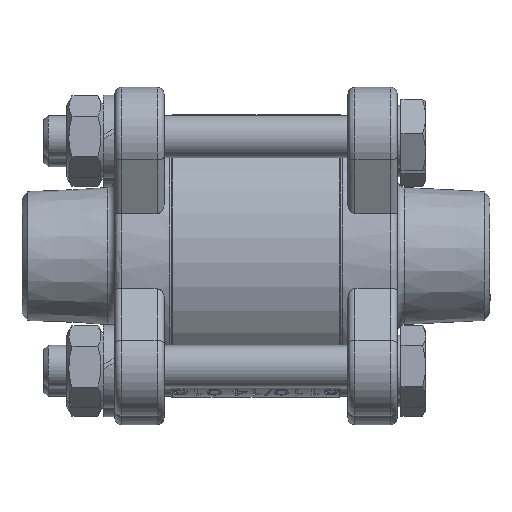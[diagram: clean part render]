
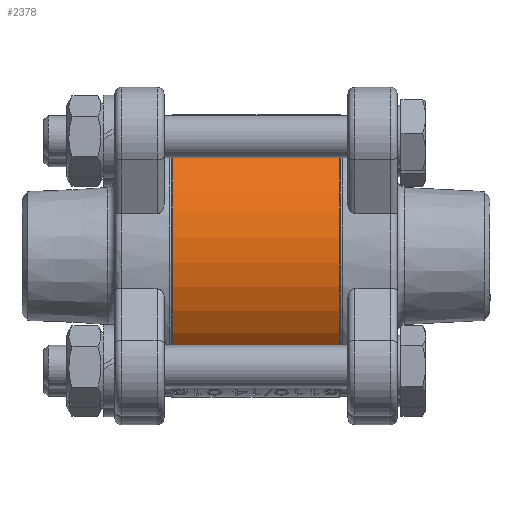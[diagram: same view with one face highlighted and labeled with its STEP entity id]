
A CAD part, top view. The second image highlights one B-rep face of the part: STEP entity #2378.
In plain terms, the highlighted cylindrical face has radius 20 mm (diameter 40 mm), a partial arc.
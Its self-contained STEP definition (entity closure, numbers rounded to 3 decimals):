
#1836=CARTESIAN_POINT('',(-40.893,-42.567,5.668));
#1837=VERTEX_POINT('',#1836);
#1838=CARTESIAN_POINT('',(-64.493,-42.567,5.668));
#1839=VERTEX_POINT('',#1838);
#1840=CARTESIAN_POINT('',(-40.893,-42.567,5.668));
#1841=DIRECTION('',(-1.0,0.0,0.0));
#1842=VECTOR('',#1841,23.6);
#1843=LINE('',#1840,#1842);
#1844=EDGE_CURVE('',#1837,#1839,#1843,.T.);
#2346=CARTESIAN_POINT('',(-40.693,-28.946,-8.976));
#2347=DIRECTION('',(-1.0,0.,0.));
#2348=DIRECTION('',(0.,0.988,-0.157));
#2349=AXIS2_PLACEMENT_3D('',#2346,#2347,#2348);
#2350=CYLINDRICAL_SURFACE('',#2349,20.0);
#2351=ORIENTED_EDGE('',*,*,#1844,.F.);
#2352=CARTESIAN_POINT('',(-40.893,-14.301,4.645));
#2353=VERTEX_POINT('',#2352);
#2354=CARTESIAN_POINT('',(-40.893,-28.946,-8.976));
#2355=DIRECTION('',(1.0,0.,0.));
#2356=DIRECTION('',(0.,0.988,-0.157));
#2357=AXIS2_PLACEMENT_3D('',#2354,#2355,#2356);
#2358=CIRCLE('',#2357,20.0);
#2359=EDGE_CURVE('',#2353,#1837,#2358,.T.);
#2360=ORIENTED_EDGE('',*,*,#2359,.F.);
#2361=CARTESIAN_POINT('',(-64.493,-14.301,4.645));
#2362=VERTEX_POINT('',#2361);
#2363=CARTESIAN_POINT('',(-40.893,-14.301,4.645));
#2364=DIRECTION('',(-1.0,0.0,0.0));
#2365=VECTOR('',#2364,23.6);
#2366=LINE('',#2363,#2365);
#2367=EDGE_CURVE('',#2353,#2362,#2366,.T.);
#2368=ORIENTED_EDGE('',*,*,#2367,.T.);
#2369=CARTESIAN_POINT('',(-64.493,-28.946,-8.976));
#2370=DIRECTION('',(-1.0,0.,0.));
#2371=DIRECTION('',(0.,0.988,-0.157));
#2372=AXIS2_PLACEMENT_3D('',#2369,#2370,#2371);
#2373=CIRCLE('',#2372,20.0);
#2374=EDGE_CURVE('',#1839,#2362,#2373,.T.);
#2375=ORIENTED_EDGE('',*,*,#2374,.F.);
#2376=EDGE_LOOP('',(#2351,#2360,#2368,#2375));
#2377=FACE_OUTER_BOUND('',#2376,.T.);
#2378=ADVANCED_FACE('',(#2377),#2350,.T.);
